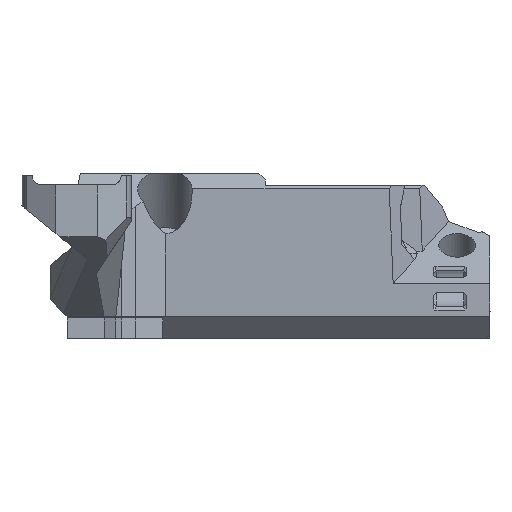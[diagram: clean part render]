
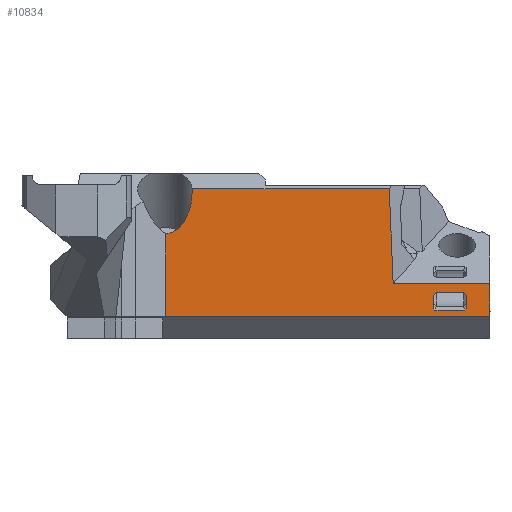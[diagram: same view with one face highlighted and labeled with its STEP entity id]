
A CAD part, front view. The second image highlights one B-rep face of the part: STEP entity #10834.
In plain terms, the highlighted planar face has unit normal (0, -1, 0).
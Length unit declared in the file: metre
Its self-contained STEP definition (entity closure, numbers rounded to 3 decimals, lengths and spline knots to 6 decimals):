
#244=ELLIPSE('',#11459,0.005445,0.0035);
#2402=ORIENTED_EDGE('',*,*,#4593,.F.);
#2403=ORIENTED_EDGE('',*,*,#4596,.F.);
#2404=ORIENTED_EDGE('',*,*,#4597,.T.);
#2405=ORIENTED_EDGE('',*,*,#4598,.T.);
#2406=ORIENTED_EDGE('',*,*,#4599,.F.);
#2407=ORIENTED_EDGE('',*,*,#4600,.T.);
#2408=ORIENTED_EDGE('',*,*,#4601,.T.);
#2409=ORIENTED_EDGE('',*,*,#4602,.T.);
#2410=ORIENTED_EDGE('',*,*,#4506,.F.);
#2411=ORIENTED_EDGE('',*,*,#4584,.T.);
#2412=ORIENTED_EDGE('',*,*,#4603,.T.);
#2413=ORIENTED_EDGE('',*,*,#4237,.T.);
#2414=ORIENTED_EDGE('',*,*,#4273,.F.);
#2415=ORIENTED_EDGE('',*,*,#4275,.F.);
#2416=ORIENTED_EDGE('',*,*,#4271,.F.);
#2417=ORIENTED_EDGE('',*,*,#4221,.T.);
#2418=ORIENTED_EDGE('',*,*,#4227,.T.);
#2419=ORIENTED_EDGE('',*,*,#4245,.T.);
#2420=ORIENTED_EDGE('',*,*,#4242,.T.);
#4221=EDGE_CURVE('',#5552,#5553,#6801,.T.);
#4227=EDGE_CURVE('',#5553,#5558,#6805,.T.);
#4237=EDGE_CURVE('',#5566,#5567,#6809,.T.);
#4242=EDGE_CURVE('',#5570,#5566,#6813,.T.);
#4245=EDGE_CURVE('',#5558,#5570,#6815,.T.);
#4271=EDGE_CURVE('',#5552,#5588,#6837,.T.);
#4273=EDGE_CURVE('',#5589,#5567,#6838,.T.);
#4275=EDGE_CURVE('',#5588,#5589,#6839,.T.);
#4506=EDGE_CURVE('',#5759,#5760,#7027,.T.);
#4584=EDGE_CURVE('',#5759,#5806,#7089,.T.);
#4593=EDGE_CURVE('',#5813,#5814,#7096,.T.);
#4596=EDGE_CURVE('',#5816,#5813,#7098,.T.);
#4597=EDGE_CURVE('',#5816,#5817,#7099,.T.);
#4598=EDGE_CURVE('',#5817,#5818,#244,.T.);
#4599=EDGE_CURVE('',#5819,#5818,#7100,.T.);
#4600=EDGE_CURVE('',#5819,#5820,#7101,.T.);
#4601=EDGE_CURVE('',#5820,#5821,#7102,.T.);
#4602=EDGE_CURVE('',#5821,#5760,#7103,.T.);
#4603=EDGE_CURVE('',#5806,#5814,#7104,.T.);
#5552=VERTEX_POINT('',#16027);
#5553=VERTEX_POINT('',#16028);
#5558=VERTEX_POINT('',#16040);
#5566=VERTEX_POINT('',#16067);
#5567=VERTEX_POINT('',#16068);
#5570=VERTEX_POINT('',#16077);
#5588=VERTEX_POINT('',#16147);
#5589=VERTEX_POINT('',#16154);
#5759=VERTEX_POINT('',#17049);
#5760=VERTEX_POINT('',#17051);
#5806=VERTEX_POINT('',#17355);
#5813=VERTEX_POINT('',#17373);
#5814=VERTEX_POINT('',#17375);
#5816=VERTEX_POINT('',#17382);
#5817=VERTEX_POINT('',#17384);
#5818=VERTEX_POINT('',#17386);
#5819=VERTEX_POINT('',#17388);
#5820=VERTEX_POINT('',#17390);
#5821=VERTEX_POINT('',#17392);
#6801=LINE('',#16026,#8205);
#6805=LINE('',#16039,#8209);
#6809=LINE('',#16066,#8213);
#6813=LINE('',#16076,#8217);
#6815=LINE('',#16082,#8219);
#6837=LINE('',#16146,#8241);
#6838=LINE('',#16153,#8242);
#6839=LINE('',#16160,#8243);
#7027=LINE('',#17050,#8431);
#7089=LINE('',#17356,#8493);
#7096=LINE('',#17374,#8500);
#7098=LINE('',#17381,#8502);
#7099=LINE('',#17383,#8503);
#7100=LINE('',#17387,#8504);
#7101=LINE('',#17389,#8505);
#7102=LINE('',#17391,#8506);
#7103=LINE('',#17393,#8507);
#7104=LINE('',#17394,#8508);
#8205=VECTOR('',#12978,1.);
#8209=VECTOR('',#12988,1.);
#8213=VECTOR('',#13006,1.);
#8217=VECTOR('',#13014,1.);
#8219=VECTOR('',#13020,1.);
#8241=VECTOR('',#13062,1.);
#8242=VECTOR('',#13065,1.);
#8243=VECTOR('',#13068,1.);
#8431=VECTOR('',#13412,1.);
#8493=VECTOR('',#13526,1.);
#8500=VECTOR('',#13541,1.);
#8502=VECTOR('',#13549,1.);
#8503=VECTOR('',#13550,1.);
#8504=VECTOR('',#13553,1.);
#8505=VECTOR('',#13554,1.);
#8506=VECTOR('',#13555,1.);
#8507=VECTOR('',#13556,1.);
#8508=VECTOR('',#13557,1.);
#9270=EDGE_LOOP('',(#2402,#2403,#2404,#2405,#2406,#2407,#2408,#2409,#2410,
#2411,#2412));
#9271=EDGE_LOOP('',(#2413,#2414,#2415,#2416,#2417,#2418,#2419,#2420));
#9863=FACE_BOUND('',#9270,.T.);
#9864=FACE_BOUND('',#9271,.T.);
#10342=PLANE('',#11458);
#10834=ADVANCED_FACE('',(#9863,#9864),#10342,.F.);
#11458=AXIS2_PLACEMENT_3D('',#17380,#13547,#13548);
#11459=AXIS2_PLACEMENT_3D('',#17385,#13551,#13552);
#12978=DIRECTION('',(0.,0.,1.));
#12988=DIRECTION('',(0.707,0.,0.707));
#13006=DIRECTION('',(0.,0.,-1.));
#13014=DIRECTION('',(0.707,0.,-0.707));
#13020=DIRECTION('',(1.,0.,0.));
#13062=DIRECTION('',(0.705,0.,-0.709));
#13065=DIRECTION('',(0.705,0.,0.709));
#13068=DIRECTION('',(1.,0.,0.));
#13412=DIRECTION('',(0.,0.,-1.));
#13526=DIRECTION('',(-1.,0.,0.));
#13541=DIRECTION('',(1.,0.,0.));
#13547=DIRECTION('',(0.,1.,0.));
#13548=DIRECTION('',(0.,0.,1.));
#13549=DIRECTION('',(0.,0.,-1.));
#13550=DIRECTION('',(-1.,0.,0.));
#13551=DIRECTION('',(0.,1.,0.));
#13552=DIRECTION('',(0.,0.,-1.));
#13553=DIRECTION('',(0.,0.,1.));
#13554=DIRECTION('',(-0.999,0.,-0.046));
#13555=DIRECTION('',(0.,0.,-1.));
#13556=DIRECTION('',(1.,0.,0.));
#13557=DIRECTION('',(-0.041,0.,0.999));
#16026=CARTESIAN_POINT('',(0.015619,-0.000624,0.060349));
#16027=CARTESIAN_POINT('',(0.015619,-0.000624,0.059313));
#16028=CARTESIAN_POINT('',(0.015619,-0.000624,0.060879));
#16039=CARTESIAN_POINT('',(0.015819,-0.000624,0.061079));
#16040=CARTESIAN_POINT('',(0.016019,-0.000624,0.061279));
#16066=CARTESIAN_POINT('',(0.019919,-0.000624,0.060027));
#16067=CARTESIAN_POINT('',(0.019919,-0.000624,0.060879));
#16068=CARTESIAN_POINT('',(0.019919,-0.000624,0.059313));
#16076=CARTESIAN_POINT('',(0.019719,-0.000624,0.061079));
#16077=CARTESIAN_POINT('',(0.019519,-0.000624,0.061279));
#16082=CARTESIAN_POINT('',(0.017769,-0.000624,0.061279));
#16146=CARTESIAN_POINT('',(-0.000756,-0.000624,
0.075773));
#16147=CARTESIAN_POINT('',(0.015853,-0.000624,0.059079));
#16153=CARTESIAN_POINT('',(-0.001362,-0.000624,0.037923));
#16154=CARTESIAN_POINT('',(0.019685,-0.000624,0.059079));
#16160=CARTESIAN_POINT('',(0.017769,-0.000624,0.059079));
#17049=CARTESIAN_POINT('',(0.022905,-0.000624,0.062479));
#17050=CARTESIAN_POINT('',(0.022905,-0.000624,0.062231));
#17051=CARTESIAN_POINT('',(0.022905,-0.000624,0.058261));
#17355=CARTESIAN_POINT('',(0.010509,-0.000624,0.062479));
#17356=CARTESIAN_POINT('',(-0.020082,-0.000624,0.062479));
#17373=CARTESIAN_POINT('',(-0.009743,-0.000624,0.074623));
#17374=CARTESIAN_POINT('',(0.000404,-0.000624,0.074623));
#17375=CARTESIAN_POINT('',(0.010006,-0.000624,0.074623));
#17380=CARTESIAN_POINT('',(-0.020082,-0.000624,0.056547));
#17381=CARTESIAN_POINT('',(-0.009743,-0.000624,0.104256));
#17382=CARTESIAN_POINT('',(-0.009743,-0.000624,0.074631));
#17383=CARTESIAN_POINT('',(-0.009757,-0.000624,0.074631));
#17384=CARTESIAN_POINT('',(-0.015208,-0.000624,0.074631));
#17385=CARTESIAN_POINT('',(-0.018701,-0.000624,0.074278));
#17386=CARTESIAN_POINT('',(-0.018614,-0.000624,0.068835));
#17387=CARTESIAN_POINT('',(-0.018614,-0.000624,0.076525));
#17388=CARTESIAN_POINT('',(-0.018614,-0.000624,0.062756));
#17389=CARTESIAN_POINT('',(-0.01598,-0.000624,0.062877));
#17390=CARTESIAN_POINT('',(-0.018628,-0.000624,0.062756));
#17391=CARTESIAN_POINT('',(-0.018628,-0.000624,0.076525));
#17392=CARTESIAN_POINT('',(-0.018628,-0.000624,0.058261));
#17393=CARTESIAN_POINT('',(-0.008049,-0.000624,0.058261));
#17394=CARTESIAN_POINT('',(0.01032,-0.000624,0.06704));
